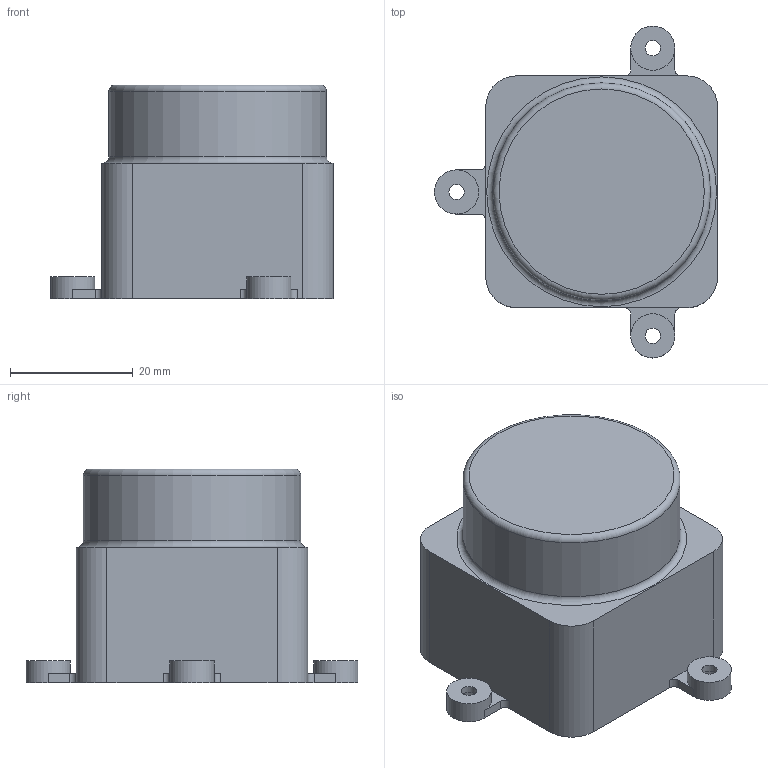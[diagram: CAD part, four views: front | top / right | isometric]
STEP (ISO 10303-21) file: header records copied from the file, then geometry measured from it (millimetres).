
FILE_DESCRIPTION(/* description */ (''),/* implementation_level */ '2;1');
FILE_NAME(/* name */ '2D LiDar.step',/* time_stamp */ '2023-09-15T16:06:12+02:00',/* author */ (''),/* organization */ (''),/* preprocessor_version */ 'ST-DEVELOPER v20',/* originating_system */ 'Autodesk Translation Framework v12.9.0.99',/* authorisation */ '');
FILE_SCHEMA (('AUTOMOTIVE_DESIGN { 1 0 10303 214 3 1 1 }'));
Length unit declared in the file: millimetre
Products named in the file (1): 2D LiDar
Bounding box: 46.05 x 54 x 34.8 mm (x, y, z)
Volume: 43723.3 mm3; surface area: 7937.3 mm2
Topology: 1 solids, 1 shells, 49 faces, 123 edges, 81 vertices
Faces by surface type: plane 27, cylinder 20, torus 2
Full cylindrical faces by diameter (mm): 2.5 x3, 4.46 x3, 7.2 x3, 35.4 x1
Entity records: 1545 total; most frequent: DIRECTION 272, CARTESIAN_POINT 254, ORIENTED_EDGE 246, EDGE_CURVE 123, AXIS2_PLACEMENT_3D 99, VERTEX_POINT 81, LINE 74, VECTOR 74
